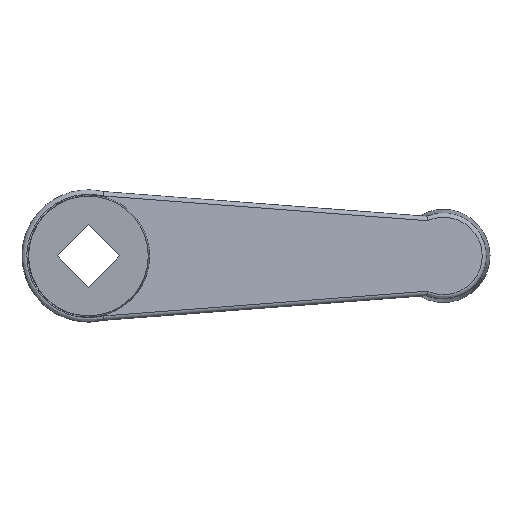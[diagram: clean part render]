
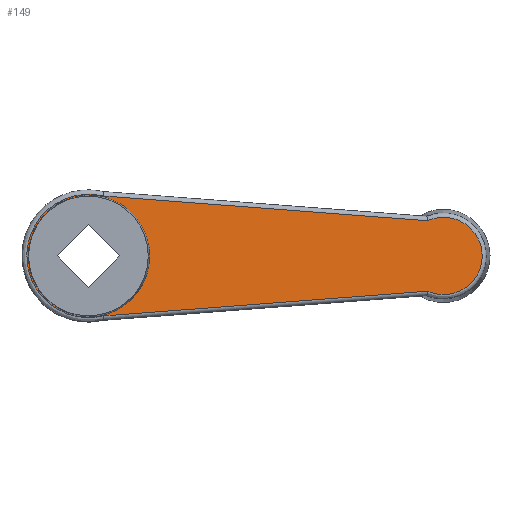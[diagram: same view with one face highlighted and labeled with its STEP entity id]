
A CAD part, front view. The second image highlights one B-rep face of the part: STEP entity #149.
In plain terms, the highlighted planar face has unit normal (0.121, -0.993, 0).
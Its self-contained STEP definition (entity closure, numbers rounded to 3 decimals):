
#119=ELLIPSE('',#608,8.765,8.7);
#120=ELLIPSE('',#609,14.009,13.906);
#121=ELLIPSE('',#610,13.787,13.685);
#149=ADVANCED_FACE('',(#260,#198),#182,.F.);
#182=PLANE('',#611);
#198=FACE_BOUND('',#294,.T.);
#224=LINE('',#860,#244);
#225=LINE('',#865,#245);
#244=VECTOR('',#687,1.);
#245=VECTOR('',#690,1.);
#260=FACE_OUTER_BOUND('',#293,.T.);
#293=EDGE_LOOP('',(#356,#357,#358,#359));
#294=EDGE_LOOP('',(#360));
#356=ORIENTED_EDGE('',*,*,#534,.T.);
#357=ORIENTED_EDGE('',*,*,#535,.T.);
#358=ORIENTED_EDGE('',*,*,#536,.T.);
#359=ORIENTED_EDGE('',*,*,#537,.T.);
#360=ORIENTED_EDGE('',*,*,#538,.T.);
#486=VERTEX_POINT('',#861);
#487=VERTEX_POINT('',#862);
#488=VERTEX_POINT('',#864);
#489=VERTEX_POINT('',#866);
#490=VERTEX_POINT('',#869);
#534=EDGE_CURVE('',#486,#487,#224,.T.);
#535=EDGE_CURVE('',#487,#488,#119,.T.);
#536=EDGE_CURVE('',#488,#489,#225,.T.);
#537=EDGE_CURVE('',#489,#486,#120,.T.);
#538=EDGE_CURVE('',#490,#490,#121,.T.);
#608=AXIS2_PLACEMENT_3D('',#863,#688,#689);
#609=AXIS2_PLACEMENT_3D('',#867,#691,#692);
#610=AXIS2_PLACEMENT_3D('',#868,#693,#694);
#611=AXIS2_PLACEMENT_3D('',#870,#695,#696);
#687=DIRECTION('',(0.99,0.12,0.075));
#688=DIRECTION('',(0.121,-0.993,0.));
#689=DIRECTION('',(-0.993,-0.121,0.));
#690=DIRECTION('',(-0.99,-0.12,0.075));
#691=DIRECTION('',(0.121,-0.993,0.));
#692=DIRECTION('',(-0.993,-0.121,0.));
#693=DIRECTION('',(-0.121,0.993,0.));
#694=DIRECTION('',(0.993,0.121,0.));
#695=DIRECTION('',(-0.121,0.993,0.));
#696=DIRECTION('',(-0.993,-0.121,0.));
#860=CARTESIAN_POINT('',(226.093,81.895,-7.968));
#861=CARTESIAN_POINT('',(153.283,73.041,-13.519));
#862=CARTESIAN_POINT('',(226.484,81.942,-7.938));
#863=CARTESIAN_POINT('',(230.047,82.376,0.));
#864=CARTESIAN_POINT('',(226.484,81.942,7.938));
#865=CARTESIAN_POINT('',(153.15,73.025,13.529));
#866=CARTESIAN_POINT('',(153.283,73.041,13.519));
#867=CARTESIAN_POINT('',(150.025,72.645,0.));
#868=CARTESIAN_POINT('',(150.116,72.656,0.));
#869=CARTESIAN_POINT('',(163.802,74.32,0.));
#870=CARTESIAN_POINT('',(163.802,74.32,155.));
